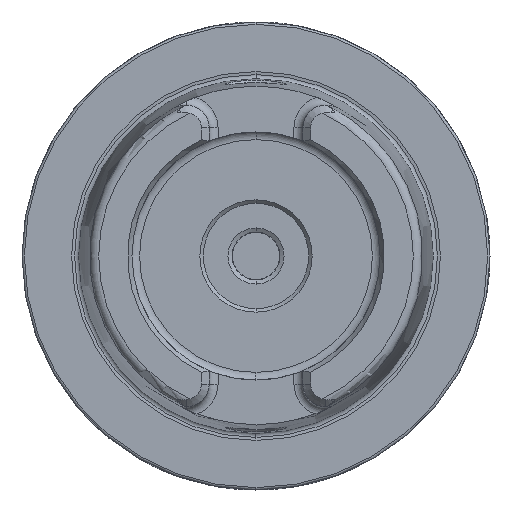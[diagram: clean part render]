
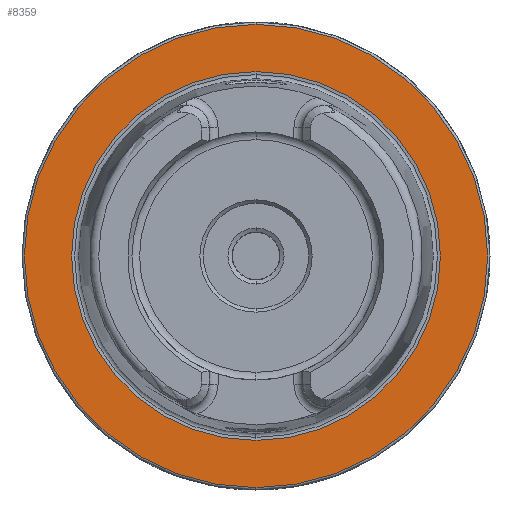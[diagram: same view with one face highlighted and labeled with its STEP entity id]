
A CAD part, left-side view. The second image highlights one B-rep face of the part: STEP entity #8359.
In plain terms, the highlighted planar face has unit normal (-1, 0, 0).
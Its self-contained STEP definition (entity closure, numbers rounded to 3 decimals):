
#246 = EDGE_CURVE ( 'NONE', #1624, #1649, #4196, .T. ) ;
#247 = EDGE_CURVE ( 'NONE', #1806, #1700, #4194, .T. ) ;
#847 = ORIENTED_EDGE ( 'NONE', *, *, #246, .T. ) ;
#848 = ORIENTED_EDGE ( 'NONE', *, *, #10665, .T. ) ;
#849 = ORIENTED_EDGE ( 'NONE', *, *, #10650, .F. ) ;
#850 = ORIENTED_EDGE ( 'NONE', *, *, #247, .F. ) ;
#1624 = VERTEX_POINT ( 'NONE', #4857 ) ;
#1649 = VERTEX_POINT ( 'NONE', #4882 ) ;
#1700 = VERTEX_POINT ( 'NONE', #4933 ) ;
#1806 = VERTEX_POINT ( 'NONE', #5039 ) ;
#2362 = CIRCLE ( 'NONE', #2364, 39.405 ) ;
#2364 = AXIS2_PLACEMENT_3D ( 'NONE', #8167, #8168, #8169 ) ;
#2377 = CIRCLE ( 'NONE', #2380, 49.5 ) ;
#2380 = AXIS2_PLACEMENT_3D ( 'NONE', #8278, #8279, #8280 ) ;
#2553 = AXIS2_PLACEMENT_3D ( 'NONE', #12988, #12978, #12994 ) ;
#4189 = AXIS2_PLACEMENT_3D ( 'NONE', #5692, #5693, #5694 ) ;
#4192 = AXIS2_PLACEMENT_3D ( 'NONE', #5689, #5690, #5691 ) ;
#4194 = CIRCLE ( 'NONE', #4189, 39.405 ) ;
#4196 = CIRCLE ( 'NONE', #4192, 49.5 ) ;
#4857 = CARTESIAN_POINT ( 'NONE',  ( 0., 0., -49.5 ) ) ;
#4882 = CARTESIAN_POINT ( 'NONE',  ( 0., 0., 49.5 ) ) ;
#4933 = CARTESIAN_POINT ( 'NONE',  ( 0., 0., -39.405 ) ) ;
#5039 = CARTESIAN_POINT ( 'NONE',  ( 0., 0., 39.405 ) ) ;
#5076 = EDGE_LOOP ( 'NONE', ( #848, #847 ) ) ;
#5077 = EDGE_LOOP ( 'NONE', ( #850, #849 ) ) ;
#5689 = CARTESIAN_POINT ( 'NONE',  ( 0., 0., 0. ) ) ;
#5690 = DIRECTION ( 'NONE',  ( -1., 0., 0. ) ) ;
#5691 = DIRECTION ( 'NONE',  ( 0., 0., 1. ) ) ;
#5692 = CARTESIAN_POINT ( 'NONE',  ( 0., 0., 0. ) ) ;
#5693 = DIRECTION ( 'NONE',  ( -1., 0., 0. ) ) ;
#5694 = DIRECTION ( 'NONE',  ( 0., 0., 1. ) ) ;
#8167 = CARTESIAN_POINT ( 'NONE',  ( 0., 0., 0. ) ) ;
#8168 = DIRECTION ( 'NONE',  ( -1., 0., 0. ) ) ;
#8169 = DIRECTION ( 'NONE',  ( 0., 0., 1. ) ) ;
#8278 = CARTESIAN_POINT ( 'NONE',  ( 0., 0., 0. ) ) ;
#8279 = DIRECTION ( 'NONE',  ( -1., 0., 0. ) ) ;
#8280 = DIRECTION ( 'NONE',  ( 0., 0., 1. ) ) ;
#8359 = ADVANCED_FACE ( 'NONE', ( #12989, #12991 ), #12992, .F. ) ;
#10650 = EDGE_CURVE ( 'NONE', #1700, #1806, #2362, .T. ) ;
#10665 = EDGE_CURVE ( 'NONE', #1649, #1624, #2377, .T. ) ;
#12978 = DIRECTION ( 'NONE',  ( 1., 0., 0. ) ) ;
#12988 = CARTESIAN_POINT ( 'NONE',  ( 0., 49.5, 0. ) ) ;
#12989 = FACE_BOUND ( 'NONE', #5077, .T. ) ;
#12991 = FACE_OUTER_BOUND ( 'NONE', #5076, .T. ) ;
#12992 = PLANE ( 'NONE',  #2553 ) ;
#12994 = DIRECTION ( 'NONE',  ( 0., 0., -1. ) ) ;
